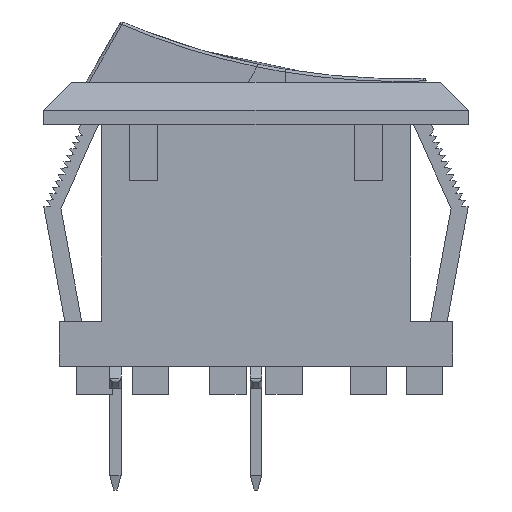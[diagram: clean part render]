
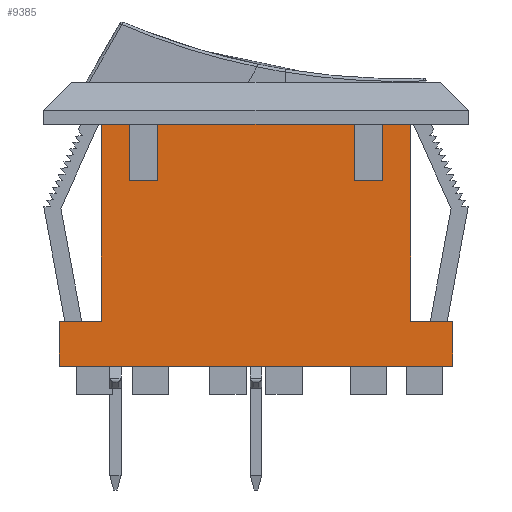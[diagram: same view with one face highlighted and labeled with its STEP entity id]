
A CAD part, front view. The second image highlights one B-rep face of the part: STEP entity #9385.
In plain terms, the highlighted planar face has unit normal (0, -1, 0).
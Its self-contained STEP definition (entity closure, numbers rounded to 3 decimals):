
#69=PLANE('',#9943);
#649=FACE_OUTER_BOUND('',#1169,.T.);
#1169=EDGE_LOOP('',(#6395,#6396,#6397,#6398,#6399,#6400,#6401,#6402,#6403,
#6404,#6405,#6406,#6407,#6408,#6409,#6410));
#1709=LINE('',#13254,#2739);
#1713=LINE('',#13262,#2743);
#1717=LINE('',#13270,#2747);
#1732=LINE('',#13299,#2762);
#1826=LINE('',#13550,#2856);
#1827=LINE('',#13552,#2857);
#1828=LINE('',#13553,#2858);
#1829=LINE('',#13555,#2859);
#1830=LINE('',#13557,#2860);
#1831=LINE('',#13558,#2861);
#1832=LINE('',#13560,#2862);
#1833=LINE('',#13562,#2863);
#1834=LINE('',#13563,#2864);
#1835=LINE('',#13565,#2865);
#1836=LINE('',#13567,#2866);
#1837=LINE('',#13568,#2867);
#2739=VECTOR('',#10597,1.);
#2743=VECTOR('',#10601,1.);
#2747=VECTOR('',#10605,1.);
#2762=VECTOR('',#10624,1.);
#2856=VECTOR('',#10736,1.);
#2857=VECTOR('',#10737,1.);
#2858=VECTOR('',#10738,1.);
#2859=VECTOR('',#10739,1.);
#2860=VECTOR('',#10740,1.);
#2861=VECTOR('',#10741,1.);
#2862=VECTOR('',#10742,1.);
#2863=VECTOR('',#10743,1.);
#2864=VECTOR('',#10744,1.);
#2865=VECTOR('',#10745,1.);
#2866=VECTOR('',#10746,1.);
#2867=VECTOR('',#10747,1.);
#3936=VERTEX_POINT('',#13251);
#3937=VERTEX_POINT('',#13253);
#3940=VERTEX_POINT('',#13259);
#3941=VERTEX_POINT('',#13261);
#3944=VERTEX_POINT('',#13267);
#3945=VERTEX_POINT('',#13269);
#3956=VERTEX_POINT('',#13297);
#3957=VERTEX_POINT('',#13298);
#4055=VERTEX_POINT('',#13549);
#4056=VERTEX_POINT('',#13551);
#4057=VERTEX_POINT('',#13554);
#4058=VERTEX_POINT('',#13556);
#4059=VERTEX_POINT('',#13559);
#4060=VERTEX_POINT('',#13561);
#4061=VERTEX_POINT('',#13564);
#4062=VERTEX_POINT('',#13566);
#4843=EDGE_CURVE('',#3936,#3937,#1709,.T.);
#4847=EDGE_CURVE('',#3940,#3941,#1713,.T.);
#4851=EDGE_CURVE('',#3944,#3945,#1717,.T.);
#4866=EDGE_CURVE('',#3956,#3957,#1732,.T.);
#4972=EDGE_CURVE('',#4055,#3956,#1826,.T.);
#4973=EDGE_CURVE('',#4056,#4055,#1827,.T.);
#4974=EDGE_CURVE('',#3945,#4056,#1828,.T.);
#4975=EDGE_CURVE('',#4057,#3944,#1829,.T.);
#4976=EDGE_CURVE('',#4058,#4057,#1830,.T.);
#4977=EDGE_CURVE('',#3941,#4058,#1831,.T.);
#4978=EDGE_CURVE('',#3940,#4059,#1832,.T.);
#4979=EDGE_CURVE('',#4059,#4060,#1833,.T.);
#4980=EDGE_CURVE('',#4060,#3937,#1834,.T.);
#4981=EDGE_CURVE('',#4061,#3936,#1835,.T.);
#4982=EDGE_CURVE('',#4062,#4061,#1836,.T.);
#4983=EDGE_CURVE('',#3957,#4062,#1837,.T.);
#6395=ORIENTED_EDGE('',*,*,#4866,.F.);
#6396=ORIENTED_EDGE('',*,*,#4972,.F.);
#6397=ORIENTED_EDGE('',*,*,#4973,.F.);
#6398=ORIENTED_EDGE('',*,*,#4974,.F.);
#6399=ORIENTED_EDGE('',*,*,#4851,.F.);
#6400=ORIENTED_EDGE('',*,*,#4975,.F.);
#6401=ORIENTED_EDGE('',*,*,#4976,.F.);
#6402=ORIENTED_EDGE('',*,*,#4977,.F.);
#6403=ORIENTED_EDGE('',*,*,#4847,.F.);
#6404=ORIENTED_EDGE('',*,*,#4978,.T.);
#6405=ORIENTED_EDGE('',*,*,#4979,.T.);
#6406=ORIENTED_EDGE('',*,*,#4980,.T.);
#6407=ORIENTED_EDGE('',*,*,#4843,.F.);
#6408=ORIENTED_EDGE('',*,*,#4981,.F.);
#6409=ORIENTED_EDGE('',*,*,#4982,.F.);
#6410=ORIENTED_EDGE('',*,*,#4983,.F.);
#9385=ADVANCED_FACE('',(#649),#69,.F.);
#9943=AXIS2_PLACEMENT_3D('',#13548,#10734,#10735);
#10597=DIRECTION('',(1.,0.,0.));
#10601=DIRECTION('',(1.,0.,0.));
#10605=DIRECTION('',(1.,0.,0.));
#10624=DIRECTION('',(-1.,0.,0.));
#10734=DIRECTION('center_axis',(0.,1.,0.));
#10735=DIRECTION('ref_axis',(0.,0.,1.));
#10736=DIRECTION('',(0.,0.,-1.));
#10737=DIRECTION('',(1.,0.,0.));
#10738=DIRECTION('',(0.,0.,-1.));
#10739=DIRECTION('',(0.,0.,1.));
#10740=DIRECTION('',(1.,0.,0.));
#10741=DIRECTION('',(0.,0.,-1.));
#10742=DIRECTION('',(0.,0.,-1.));
#10743=DIRECTION('',(-1.,0.,0.));
#10744=DIRECTION('',(0.,0.,1.));
#10745=DIRECTION('',(0.,0.,1.));
#10746=DIRECTION('',(1.,0.,0.));
#10747=DIRECTION('',(0.,0.,1.));
#13251=CARTESIAN_POINT('',(-3.012,-3.5,9.5));
#13253=CARTESIAN_POINT('',(-2.012,-3.5,9.5));
#13254=CARTESIAN_POINT('',(-3.012,-3.5,9.5));
#13259=CARTESIAN_POINT('',(-1.012,-3.5,9.5));
#13261=CARTESIAN_POINT('',(5.988,-3.5,9.5));
#13262=CARTESIAN_POINT('',(-3.012,-3.5,9.5));
#13267=CARTESIAN_POINT('',(6.988,-3.5,9.5));
#13269=CARTESIAN_POINT('',(7.988,-3.5,9.5));
#13270=CARTESIAN_POINT('',(-3.012,-3.5,9.5));
#13297=CARTESIAN_POINT('',(9.488,-3.5,0.9));
#13298=CARTESIAN_POINT('',(-4.512,-3.5,0.9));
#13299=CARTESIAN_POINT('',(-3.012,-3.5,0.9));
#13548=CARTESIAN_POINT('Origin',(2.488,-3.5,9.5));
#13549=CARTESIAN_POINT('',(9.488,-3.5,2.5));
#13550=CARTESIAN_POINT('',(9.488,-3.5,2.5));
#13551=CARTESIAN_POINT('',(7.988,-3.5,2.5));
#13552=CARTESIAN_POINT('',(7.988,-3.5,2.5));
#13553=CARTESIAN_POINT('',(7.988,-3.5,9.5));
#13554=CARTESIAN_POINT('',(6.988,-3.5,7.5));
#13555=CARTESIAN_POINT('',(6.988,-3.5,7.5));
#13556=CARTESIAN_POINT('',(5.988,-3.5,7.5));
#13557=CARTESIAN_POINT('',(5.988,-3.5,7.5));
#13558=CARTESIAN_POINT('',(5.988,-3.5,7.5));
#13559=CARTESIAN_POINT('',(-1.012,-3.5,7.5));
#13560=CARTESIAN_POINT('',(-1.012,-3.5,7.5));
#13561=CARTESIAN_POINT('',(-2.012,-3.5,7.5));
#13562=CARTESIAN_POINT('',(-1.012,-3.5,7.5));
#13563=CARTESIAN_POINT('',(-2.012,-3.5,7.5));
#13564=CARTESIAN_POINT('',(-3.012,-3.5,2.5));
#13565=CARTESIAN_POINT('',(-3.012,-3.5,9.5));
#13566=CARTESIAN_POINT('',(-4.512,-3.5,2.5));
#13567=CARTESIAN_POINT('',(-3.012,-3.5,2.5));
#13568=CARTESIAN_POINT('',(-4.512,-3.5,2.5));
